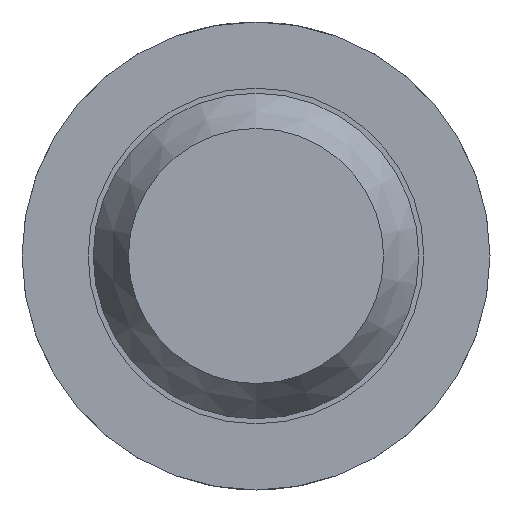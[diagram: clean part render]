
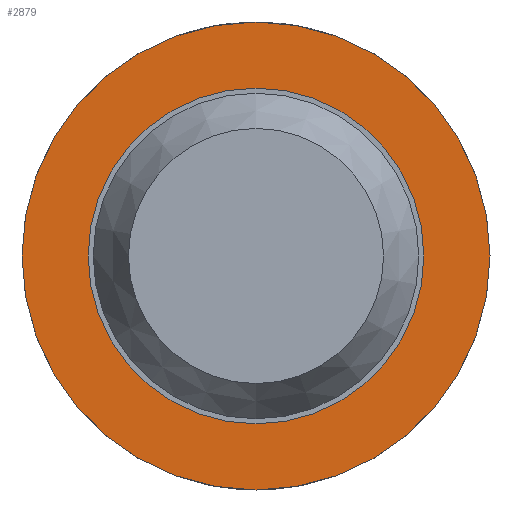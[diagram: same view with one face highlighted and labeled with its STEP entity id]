
A CAD part, front view. The second image highlights one B-rep face of the part: STEP entity #2879.
In plain terms, the highlighted planar face has unit normal (0, -1, 0).
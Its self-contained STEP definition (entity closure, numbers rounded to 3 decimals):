
#95 = AXIS2_PLACEMENT_3D ( 'NONE', #1817, #1549, #2181 ) ;
#229 = ORIENTED_EDGE ( 'NONE', *, *, #2241, .F. ) ;
#373 = DIRECTION ( 'NONE',  ( 0., 1., 0. ) ) ;
#570 = VERTEX_POINT ( 'NONE', #1963 ) ;
#677 = FACE_BOUND ( 'NONE', #3140, .T. ) ;
#1167 = AXIS2_PLACEMENT_3D ( 'NONE', #3503, #2836, #2546 ) ;
#1247 = CIRCLE ( 'NONE', #95, 0.825 ) ;
#1313 = PLANE ( 'NONE',  #1167 ) ;
#1512 = AXIS2_PLACEMENT_3D ( 'NONE', #3444, #373, #2536 ) ;
#1549 = DIRECTION ( 'NONE',  ( 0., -1., 0. ) ) ;
#1817 = CARTESIAN_POINT ( 'NONE',  ( 0., -1.5, 0. ) ) ;
#1906 = CIRCLE ( 'NONE', #1512, 1.15 ) ;
#1963 = CARTESIAN_POINT ( 'NONE',  ( 0., -1.5, 0.825 ) ) ;
#1999 = VERTEX_POINT ( 'NONE', #2224 ) ;
#2181 = DIRECTION ( 'NONE',  ( 0., 0., 1. ) ) ;
#2224 = CARTESIAN_POINT ( 'NONE',  ( 0., -1.5, 1.15 ) ) ;
#2241 = EDGE_CURVE ( 'NONE', #1999, #1999, #1906, .T. ) ;
#2384 = FACE_OUTER_BOUND ( 'NONE', #2896, .T. ) ;
#2536 = DIRECTION ( 'NONE',  ( 0., 0., 1. ) ) ;
#2546 = DIRECTION ( 'NONE',  ( 0., 0., 1. ) ) ;
#2786 = ORIENTED_EDGE ( 'NONE', *, *, #3645, .F. ) ;
#2836 = DIRECTION ( 'NONE',  ( 0., 1., 0. ) ) ;
#2879 = ADVANCED_FACE ( 'Defeature ausgef�hrt1_14', ( #677, #2384 ), #1313, .F. ) ;
#2896 = EDGE_LOOP ( 'NONE', ( #229 ) ) ;
#3140 = EDGE_LOOP ( 'NONE', ( #2786 ) ) ;
#3444 = CARTESIAN_POINT ( 'NONE',  ( 0., -1.5, 0. ) ) ;
#3503 = CARTESIAN_POINT ( 'NONE',  ( 0.825, -1.5, 0. ) ) ;
#3645 = EDGE_CURVE ( 'NONE', #570, #570, #1247, .T. ) ;
